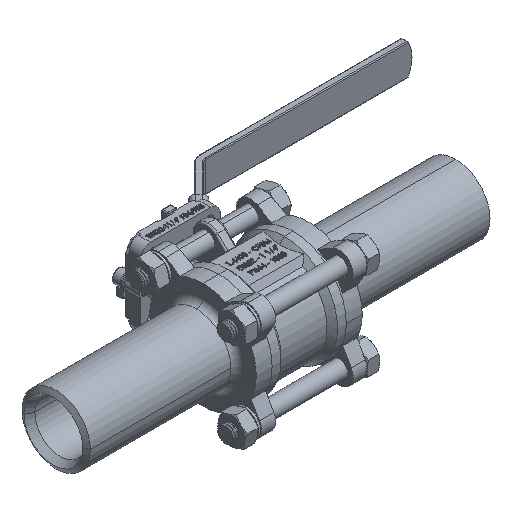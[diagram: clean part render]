
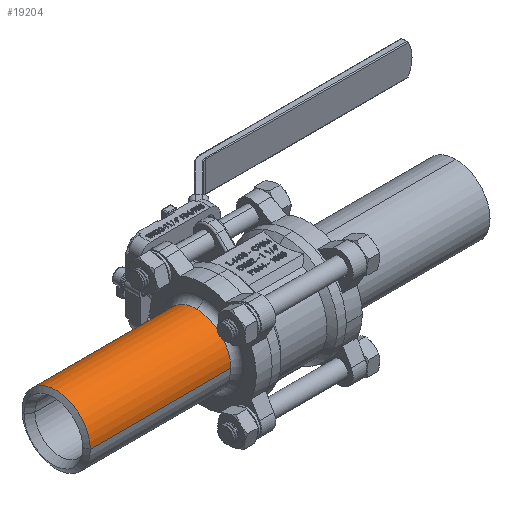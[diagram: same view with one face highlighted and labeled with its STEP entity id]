
A CAD part, isometric view. The second image highlights one B-rep face of the part: STEP entity #19204.
In plain terms, the highlighted cylindrical face has radius 21.5 mm (diameter 43 mm), a partial arc.
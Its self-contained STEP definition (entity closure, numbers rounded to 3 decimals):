
#120 = CARTESIAN_POINT ( 'NONE',  ( 0., 21.5, -95.2 ) ) ;
#3673 = AXIS2_PLACEMENT_3D ( 'NONE', #50695, #21395, #55702 ) ;
#4270 = CARTESIAN_POINT ( 'NONE',  ( 0., 0., -95.2 ) ) ;
#8462 = AXIS2_PLACEMENT_3D ( 'NONE', #4270, #38623, #28828 ) ;
#8593 = LINE ( 'NONE', #120, #18759 ) ;
#10140 = DIRECTION ( 'NONE',  ( 0., 0., -1. ) ) ;
#10510 = ORIENTED_EDGE ( 'NONE', *, *, #50021, .F. ) ;
#10837 = VERTEX_POINT ( 'NONE', #47095 ) ;
#11849 = DIRECTION ( 'NONE',  ( 0., 0., -1. ) ) ;
#12211 = ORIENTED_EDGE ( 'NONE', *, *, #42294, .T. ) ;
#13762 = DIRECTION ( 'NONE',  ( 0., 0., 1. ) ) ;
#15333 = DIRECTION ( 'NONE',  ( 0., 0., -1. ) ) ;
#17344 = VECTOR ( 'NONE', #11849, 1000. ) ;
#18759 = VECTOR ( 'NONE', #10140, 1000. ) ;
#19204 = ADVANCED_FACE ( 'NONE', ( #34872 ), #33365, .T. ) ;
#19292 = EDGE_CURVE ( 'NONE', #43352, #55421, #8593, .T. ) ;
#20765 = ORIENTED_EDGE ( 'NONE', *, *, #19292, .T. ) ;
#21395 = DIRECTION ( 'NONE',  ( 0., 0., -1. ) ) ;
#22997 = EDGE_LOOP ( 'NONE', ( #10510, #39797, #28465, #20765, #12211 ) ) ;
#26782 = EDGE_CURVE ( 'NONE', #10837, #40620, #56701, .T. ) ;
#28465 = ORIENTED_EDGE ( 'NONE', *, *, #38173, .T. ) ;
#28828 = DIRECTION ( 'NONE',  ( 0., 1., 0. ) ) ;
#30291 = AXIS2_PLACEMENT_3D ( 'NONE', #43237, #13762, #48113 ) ;
#31436 = CARTESIAN_POINT ( 'NONE',  ( -21.5, 0., -4. ) ) ;
#33365 = CYLINDRICAL_SURFACE ( 'NONE', #8462, 21.5 ) ;
#34872 = FACE_OUTER_BOUND ( 'NONE', #22997, .T. ) ;
#37127 = AXIS2_PLACEMENT_3D ( 'NONE', #44718, #15333, #49640 ) ;
#37814 = CARTESIAN_POINT ( 'NONE',  ( 0., 21.5, -92.418 ) ) ;
#38173 = EDGE_CURVE ( 'NONE', #40620, #43352, #44861, .T. ) ;
#38623 = DIRECTION ( 'NONE',  ( 0., 0., -1. ) ) ;
#39797 = ORIENTED_EDGE ( 'NONE', *, *, #26782, .T. ) ;
#40620 = VERTEX_POINT ( 'NONE', #31436 ) ;
#42294 = EDGE_CURVE ( 'NONE', #55421, #45910, #49365, .T. ) ;
#43237 = CARTESIAN_POINT ( 'NONE',  ( 0., 0., -92.418 ) ) ;
#43352 = VERTEX_POINT ( 'NONE', #45596 ) ;
#44718 = CARTESIAN_POINT ( 'NONE',  ( 0., 0., -4. ) ) ;
#44861 = CIRCLE ( 'NONE', #37127, 21.5 ) ;
#45596 = CARTESIAN_POINT ( 'NONE',  ( 0., 21.5, -4. ) ) ;
#45910 = VERTEX_POINT ( 'NONE', #48674 ) ;
#46237 = CARTESIAN_POINT ( 'NONE',  ( 0., -21.5, -95.2 ) ) ;
#47095 = CARTESIAN_POINT ( 'NONE',  ( 0., -21.5, -4. ) ) ;
#48113 = DIRECTION ( 'NONE',  ( 0., -1., 0. ) ) ;
#48674 = CARTESIAN_POINT ( 'NONE',  ( 0., -21.5, -92.418 ) ) ;
#49365 = CIRCLE ( 'NONE', #30291, 21.5 ) ;
#49640 = DIRECTION ( 'NONE',  ( 1., 0., 0. ) ) ;
#50021 = EDGE_CURVE ( 'NONE', #10837, #45910, #56529, .T. ) ;
#50695 = CARTESIAN_POINT ( 'NONE',  ( 0., 0., -4. ) ) ;
#55421 = VERTEX_POINT ( 'NONE', #37814 ) ;
#55702 = DIRECTION ( 'NONE',  ( 1., 0., 0. ) ) ;
#56529 = LINE ( 'NONE', #46237, #17344 ) ;
#56701 = CIRCLE ( 'NONE', #3673, 21.5 ) ;
